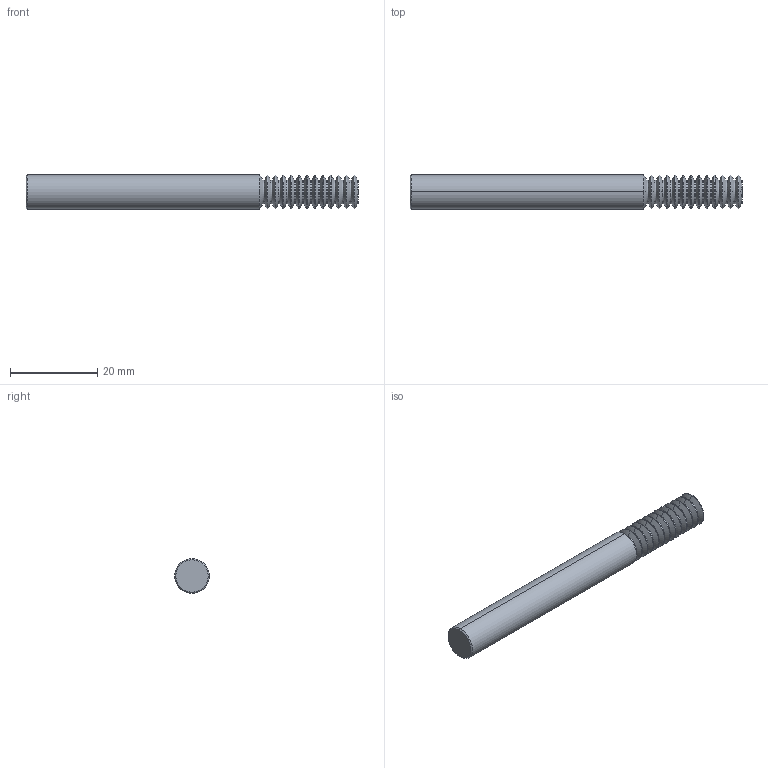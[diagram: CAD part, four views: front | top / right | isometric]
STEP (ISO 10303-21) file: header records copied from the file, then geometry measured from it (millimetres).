
FILE_DESCRIPTION (( 'STEP AP203' ), '1' );
FILE_NAME ('TMI305-14H.STEP', '2021-09-16T18:26:59', ( '' ), ( '' ), 'SwSTEP 2.0', 'SolidWorks 2020', '' );
FILE_SCHEMA (( 'CONFIG_CONTROL_DESIGN' ));
Length unit declared in the file: inch
Products named in the file (1): TMI305-14H
Bounding box: 76.2 x 7.93 x 7.93 mm (x, y, z)
Volume: 3401.9 mm3; surface area: 2209.8 mm2
Topology: 1 solids, 1 shells, 110 faces, 218 edges, 110 vertices
Faces by surface type: cylinder 54, cone 54, plane 2
Entity records: 2823 total; most frequent: DIRECTION 550, CARTESIAN_POINT 439, ORIENTED_EDGE 436, AXIS2_PLACEMENT_3D 221, EDGE_CURVE 218, VERTEX_POINT 110, ADVANCED_FACE 110, CIRCLE 110
